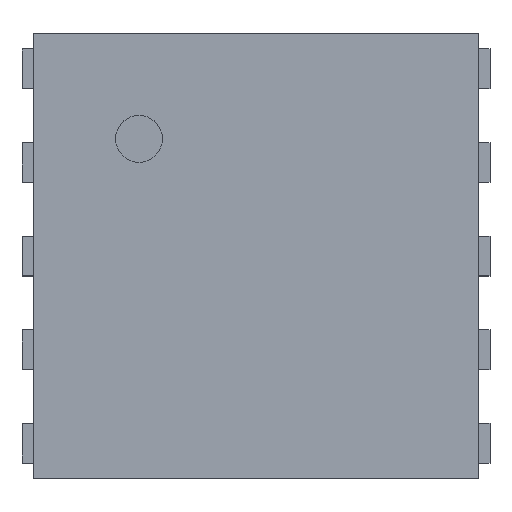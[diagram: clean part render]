
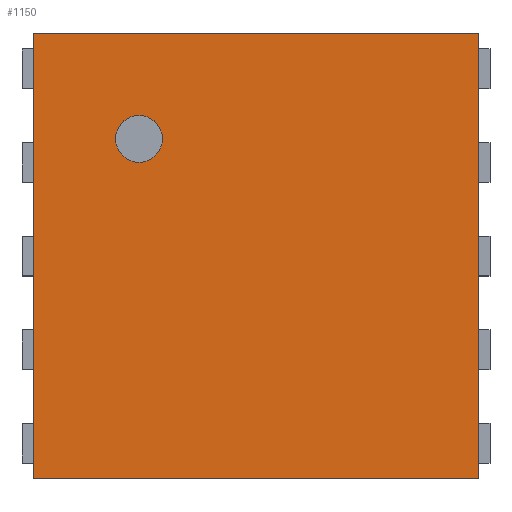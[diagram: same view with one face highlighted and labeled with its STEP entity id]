
A CAD part, top view. The second image highlights one B-rep face of the part: STEP entity #1150.
In plain terms, the highlighted planar face has unit normal (0, 0, 1).
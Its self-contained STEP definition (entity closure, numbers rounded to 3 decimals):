
#13=DIRECTION('',(0.,0.,1.));
#149=VECTOR('',#150,1.);
#150=DIRECTION('',(0.,-1.,0.));
#157=VECTOR('',#158,1.);
#158=DIRECTION('',(1.,0.,0.));
#386=VERTEX_POINT('',#387);
#387=CARTESIAN_POINT('',(0.95,0.95,0.6));
#390=EDGE_CURVE('',#386,#391,#393,.T.);
#391=VERTEX_POINT('',#392);
#392=CARTESIAN_POINT('',(0.95,-0.95,0.6));
#393=LINE('',#387,#149);
#480=VERTEX_POINT('',#481);
#481=CARTESIAN_POINT('',(-0.95,0.95,0.6));
#484=ORIENTED_EDGE('',*,*,#485,.F.);
#485=EDGE_CURVE('',#480,#386,#486,.T.);
#486=LINE('',#481,#157);
#494=ORIENTED_EDGE('',*,*,#495,.T.);
#495=EDGE_CURVE('',#480,#496,#498,.T.);
#496=VERTEX_POINT('',#497);
#497=CARTESIAN_POINT('',(-0.95,-0.95,0.6));
#498=LINE('',#481,#149);
#1146=EDGE_CURVE('',#496,#391,#1147,.T.);
#1147=LINE('',#497,#157);
#1150=ADVANCED_FACE('',(#1151,#1155),#1165,.T.);
#1151=FACE_BOUND('',#1152,.T.);
#1152=EDGE_LOOP('',(#484,#494,#1153,#1154));
#1153=ORIENTED_EDGE('',*,*,#1146,.T.);
#1154=ORIENTED_EDGE('',*,*,#390,.F.);
#1155=FACE_BOUND('',#1156,.T.);
#1156=EDGE_LOOP('',(#1157));
#1157=ORIENTED_EDGE('',*,*,#1158,.T.);
#1158=EDGE_CURVE('',#1159,#1159,#1161,.T.);
#1159=VERTEX_POINT('',#1160);
#1160=CARTESIAN_POINT('',(-0.5,0.4,0.6));
#1161=CIRCLE('',#1162,0.1);
#1162=AXIS2_PLACEMENT_3D('',#1163,#1164,#150);
#1163=CARTESIAN_POINT('',(-0.5,0.5,0.6));
#1164=DIRECTION('',(0.,0.,-1.));
#1165=PLANE('',#1166);
#1166=AXIS2_PLACEMENT_3D('',#481,#13,#150);
